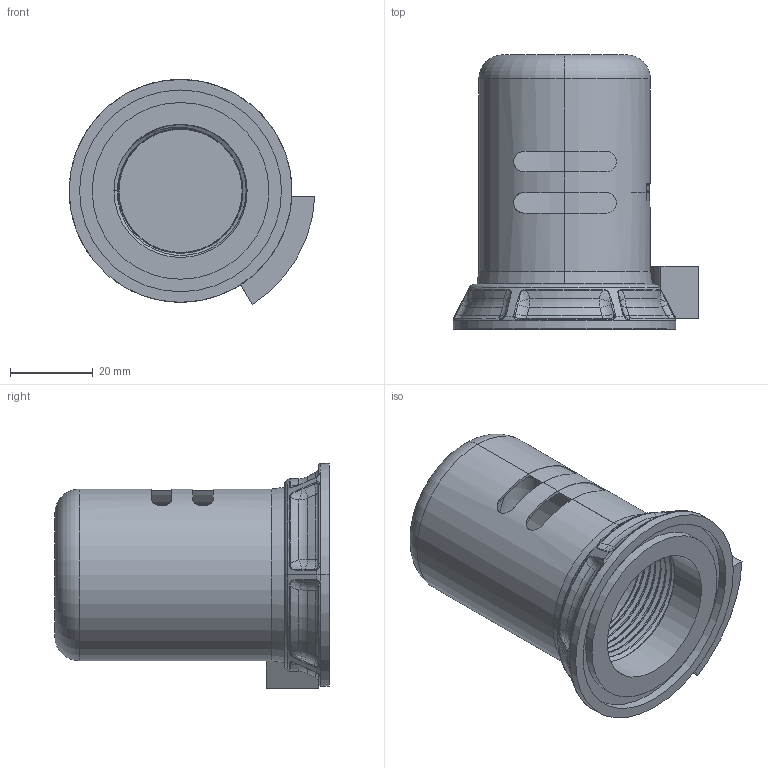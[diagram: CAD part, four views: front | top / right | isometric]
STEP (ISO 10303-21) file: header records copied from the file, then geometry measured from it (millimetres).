
FILE_DESCRIPTION((''),'2;1');
FILE_NAME('3210-5751_ASM','2018-09-11T',('rsmith'),(''),'PRO/ENGINEER BY PARAMETRIC TECHNOLOGY CORPORATION, 2013150','PRO/ENGINEER BY PARAMETRIC TECHNOLOGY CORPORATION, 2013150','');
FILE_SCHEMA(('CONFIG_CONTROL_DESIGN'));
Length unit declared in the file: inch
Products named in the file (6): 12641; 12736; 91227; 20-244_ASM; 50688; 3210-5751_ASM
Assembly tree (5 placements, depth 3):
  3210-5751_ASM
    12641
    20-244_ASM
      12736
      91227
    50688
Bounding box: 59.51 x 66.42 x 54.52 mm (x, y, z)
Volume: 21149.4 mm3; surface area: 42015.6 mm2
Topology: 4 solids, 8 shells, 437 faces, 1052 edges, 629 vertices
Faces by surface type: bspline 222, torus 68, plane 58, cylinder 58, cone 31
Entity records: 27489 total; most frequent: CARTESIAN_POINT 18574, ORIENTED_EDGE 2062, DIRECTION 1554, EDGE_CURVE 1052, AXIS2_PLACEMENT_3D 707, VERTEX_POINT 629, CIRCLE 475, EDGE_LOOP 454
